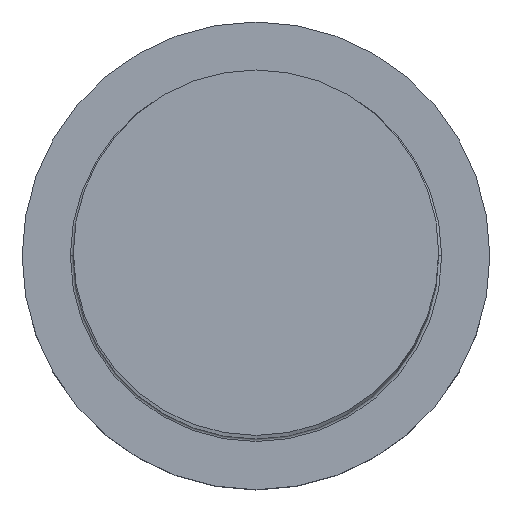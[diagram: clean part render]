
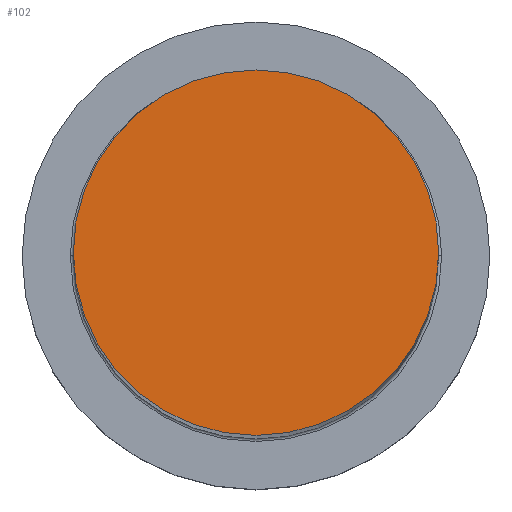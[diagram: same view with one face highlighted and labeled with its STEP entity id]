
A CAD part, top view. The second image highlights one B-rep face of the part: STEP entity #102.
In plain terms, the highlighted planar face has unit normal (0, 0, 1).
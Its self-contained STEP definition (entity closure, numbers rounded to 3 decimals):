
#3 = PLANE ( 'NONE',  #146 ) ;
#11 = VERTEX_POINT ( 'NONE', #126 ) ;
#19 = EDGE_CURVE ( 'NONE', #11, #272, #212, .T. ) ;
#52 = ORIENTED_EDGE ( 'NONE', *, *, #58, .T. ) ;
#58 = EDGE_CURVE ( 'NONE', #272, #11, #240, .T. ) ;
#81 = DIRECTION ( 'NONE',  ( 1., 0., 0. ) ) ;
#102 = ADVANCED_FACE ( 'NONE', ( #220 ), #3, .T. ) ;
#103 = CARTESIAN_POINT ( 'NONE',  ( 0., 0., 135. ) ) ;
#126 = CARTESIAN_POINT ( 'NONE',  ( 12.5, 0., 135. ) ) ;
#132 = AXIS2_PLACEMENT_3D ( 'NONE', #269, #142, #81 ) ;
#142 = DIRECTION ( 'NONE',  ( 0., 0., 1. ) ) ;
#146 = AXIS2_PLACEMENT_3D ( 'NONE', #103, #179, #208 ) ;
#165 = DIRECTION ( 'NONE',  ( 0., 0., 1. ) ) ;
#179 = DIRECTION ( 'NONE',  ( 0., 0., 1. ) ) ;
#191 = EDGE_LOOP ( 'NONE', ( #52, #288 ) ) ;
#208 = DIRECTION ( 'NONE',  ( 1., 0., 0. ) ) ;
#211 = AXIS2_PLACEMENT_3D ( 'NONE', #222, #165, #306 ) ;
#212 = CIRCLE ( 'NONE', #132, 12.5 ) ;
#220 = FACE_OUTER_BOUND ( 'NONE', #191, .T. ) ;
#222 = CARTESIAN_POINT ( 'NONE',  ( 0., 0., 135. ) ) ;
#240 = CIRCLE ( 'NONE', #211, 12.5 ) ;
#269 = CARTESIAN_POINT ( 'NONE',  ( 0., 0., 135. ) ) ;
#272 = VERTEX_POINT ( 'NONE', #277 ) ;
#277 = CARTESIAN_POINT ( 'NONE',  ( -12.5, 0., 135. ) ) ;
#288 = ORIENTED_EDGE ( 'NONE', *, *, #19, .T. ) ;
#306 = DIRECTION ( 'NONE',  ( 1., 0., 0. ) ) ;
